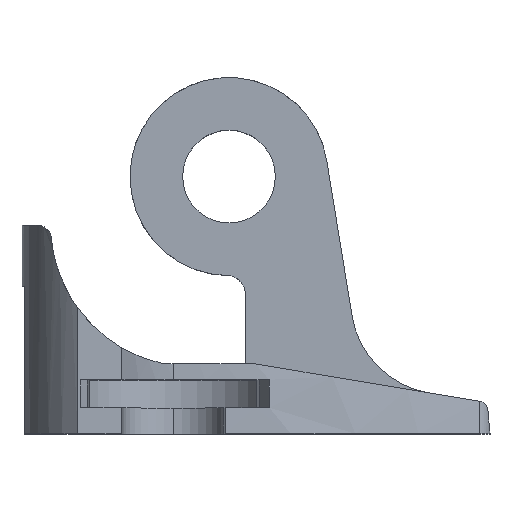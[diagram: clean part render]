
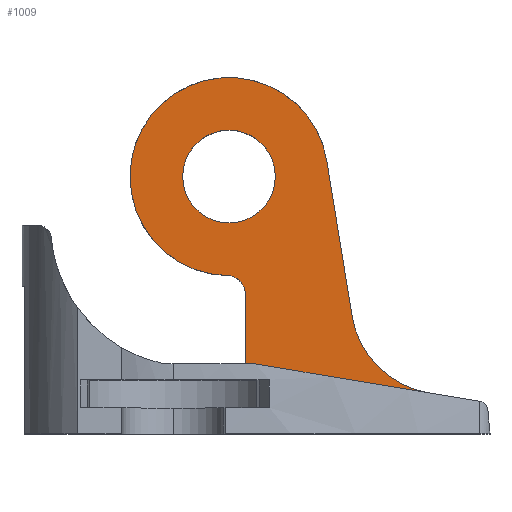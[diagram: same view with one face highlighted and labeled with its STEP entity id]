
A CAD part, top view. The second image highlights one B-rep face of the part: STEP entity #1009.
In plain terms, the highlighted planar face has unit normal (0, 0, 1).
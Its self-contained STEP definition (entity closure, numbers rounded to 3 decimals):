
#29 = DIRECTION ( 'NONE',  ( 1., 0., 0. ) ) ;
#93 = EDGE_CURVE ( 'NONE', #1155, #332, #1837, .T. ) ;
#98 = CIRCLE ( 'NONE', #1785, 2.575 ) ;
#99 = CARTESIAN_POINT ( 'NONE',  ( 3.1, 14.3, 2.25 ) ) ;
#125 = CIRCLE ( 'NONE', #1298, 5.5 ) ;
#149 = EDGE_CURVE ( 'NONE', #1926, #1618, #125, .T. ) ;
#164 = CARTESIAN_POINT ( 'NONE',  ( 4.326, 3.9, 2.25 ) ) ;
#171 = VERTEX_POINT ( 'NONE', #1551 ) ;
#175 = VECTOR ( 'NONE', #1717, 1000. ) ;
#185 = CARTESIAN_POINT ( 'NONE',  ( 3., 7.801, 2.25 ) ) ;
#194 = CARTESIAN_POINT ( 'NONE',  ( -0.55, 3.9, 2.25 ) ) ;
#199 = CIRCLE ( 'NONE', #338, 5.5 ) ;
#232 = CARTESIAN_POINT ( 'NONE',  ( 4., 0., 2.25 ) ) ;
#273 = CARTESIAN_POINT ( 'NONE',  ( 3.015, 8.801, 2.25 ) ) ;
#295 = VERTEX_POINT ( 'NONE', #1912 ) ;
#332 = VERTEX_POINT ( 'NONE', #1420 ) ;
#338 = AXIS2_PLACEMENT_3D ( 'NONE', #99, #1640, #1627 ) ;
#347 = CARTESIAN_POINT ( 'NONE',  ( 3.1, 14.3, 2.25 ) ) ;
#351 = AXIS2_PLACEMENT_3D ( 'NONE', #347, #2182, #1845 ) ;
#383 = CIRCLE ( 'NONE', #1060, 5.181 ) ;
#396 = VERTEX_POINT ( 'NONE', #2128 ) ;
#400 = DIRECTION ( 'NONE',  ( 0., 0., 1. ) ) ;
#413 = ORIENTED_EDGE ( 'NONE', *, *, #638, .F. ) ;
#429 = EDGE_CURVE ( 'NONE', #332, #1155, #98, .T. ) ;
#431 = CARTESIAN_POINT ( 'NONE',  ( 4.326, 2.4, 2.25 ) ) ;
#438 = VERTEX_POINT ( 'NONE', #273 ) ;
#456 = ORIENTED_EDGE ( 'NONE', *, *, #93, .F. ) ;
#478 = EDGE_CURVE ( 'NONE', #1187, #396, #1579, .T. ) ;
#624 = CARTESIAN_POINT ( 'NONE',  ( 4., 7.801, 2.25 ) ) ;
#638 = EDGE_CURVE ( 'NONE', #1926, #295, #1909, .T. ) ;
#682 = LINE ( 'NONE', #194, #175 ) ;
#685 = VECTOR ( 'NONE', #2006, 1000. ) ;
#715 = AXIS2_PLACEMENT_3D ( 'NONE', #185, #1012, #1362 ) ;
#727 = DIRECTION ( 'NONE',  ( 0., 0., 1. ) ) ;
#745 = DIRECTION ( 'NONE',  ( 0., -1., 0. ) ) ;
#794 = DIRECTION ( 'NONE',  ( 0., 0., 1. ) ) ;
#873 = CARTESIAN_POINT ( 'NONE',  ( 10.719, 1.747, 2.25 ) ) ;
#915 = CIRCLE ( 'NONE', #715, 1. ) ;
#960 = CARTESIAN_POINT ( 'NONE',  ( 5.675, 14.3, 2.25 ) ) ;
#966 = EDGE_CURVE ( 'NONE', #1150, #171, #2087, .T. ) ;
#975 = ORIENTED_EDGE ( 'NONE', *, *, #2153, .T. ) ;
#977 = ORIENTED_EDGE ( 'NONE', *, *, #1619, .F. ) ;
#992 = CARTESIAN_POINT ( 'NONE',  ( 3.1, 14.3, 2.25 ) ) ;
#1009 = ADVANCED_FACE ( 'NONE', ( #1831, #1862 ), #1263, .T. ) ;
#1012 = DIRECTION ( 'NONE',  ( 0., 0., -1. ) ) ;
#1032 = ORIENTED_EDGE ( 'NONE', *, *, #1322, .T. ) ;
#1060 = AXIS2_PLACEMENT_3D ( 'NONE', #1964, #794, #2149 ) ;
#1083 = EDGE_CURVE ( 'NONE', #1618, #438, #199, .T. ) ;
#1122 = DIRECTION ( 'NONE',  ( 1., 0., 0. ) ) ;
#1150 = VERTEX_POINT ( 'NONE', #624 ) ;
#1155 = VERTEX_POINT ( 'NONE', #960 ) ;
#1187 = VERTEX_POINT ( 'NONE', #164 ) ;
#1189 = DIRECTION ( 'NONE',  ( 0.987, -0.164, 0. ) ) ;
#1263 = PLANE ( 'NONE',  #1897 ) ;
#1298 = AXIS2_PLACEMENT_3D ( 'NONE', #992, #727, #29 ) ;
#1322 = EDGE_CURVE ( 'NONE', #171, #1187, #682, .T. ) ;
#1362 = DIRECTION ( 'NONE',  ( 1., 0., 0. ) ) ;
#1378 = VECTOR ( 'NONE', #1189, 1000. ) ;
#1419 = CARTESIAN_POINT ( 'NONE',  ( 0., 0., 2.25 ) ) ;
#1420 = CARTESIAN_POINT ( 'NONE',  ( 0.525, 14.3, 2.25 ) ) ;
#1474 = CARTESIAN_POINT ( 'NONE',  ( -2.4, 14.3, 2.25 ) ) ;
#1495 = ORIENTED_EDGE ( 'NONE', *, *, #429, .F. ) ;
#1498 = ORIENTED_EDGE ( 'NONE', *, *, #1779, .T. ) ;
#1538 = ORIENTED_EDGE ( 'NONE', *, *, #149, .T. ) ;
#1551 = CARTESIAN_POINT ( 'NONE',  ( 4., 3.9, 2.25 ) ) ;
#1558 = EDGE_LOOP ( 'NONE', ( #1538, #1589, #975, #1826, #1032, #2026, #1498, #977, #413 ) ) ;
#1579 = CIRCLE ( 'NONE', #1636, 1.5 ) ;
#1588 = DIRECTION ( 'NONE',  ( 1., 0., 0. ) ) ;
#1589 = ORIENTED_EDGE ( 'NONE', *, *, #1083, .T. ) ;
#1608 = DIRECTION ( 'NONE',  ( 0., 0., 1. ) ) ;
#1616 = DIRECTION ( 'NONE',  ( 0., 0., -1. ) ) ;
#1618 = VERTEX_POINT ( 'NONE', #1474 ) ;
#1619 = EDGE_CURVE ( 'NONE', #295, #2081, #383, .T. ) ;
#1622 = CARTESIAN_POINT ( 'NONE',  ( 3.1, 14.3, 2.25 ) ) ;
#1627 = DIRECTION ( 'NONE',  ( 1., 0., 0. ) ) ;
#1636 = AXIS2_PLACEMENT_3D ( 'NONE', #431, #1616, #1943 ) ;
#1640 = DIRECTION ( 'NONE',  ( 0., 0., 1. ) ) ;
#1683 = VECTOR ( 'NONE', #745, 1000. ) ;
#1717 = DIRECTION ( 'NONE',  ( 1., 0., 0. ) ) ;
#1773 = LINE ( 'NONE', #2159, #1378 ) ;
#1779 = EDGE_CURVE ( 'NONE', #396, #2081, #1773, .T. ) ;
#1785 = AXIS2_PLACEMENT_3D ( 'NONE', #1622, #1608, #1122 ) ;
#1799 = CARTESIAN_POINT ( 'NONE',  ( 14.2, 2.282, 2.25 ) ) ;
#1826 = ORIENTED_EDGE ( 'NONE', *, *, #966, .T. ) ;
#1831 = FACE_OUTER_BOUND ( 'NONE', #1558, .T. ) ;
#1837 = CIRCLE ( 'NONE', #351, 2.575 ) ;
#1845 = DIRECTION ( 'NONE',  ( 1., 0., 0. ) ) ;
#1862 = FACE_BOUND ( 'NONE', #2152, .T. ) ;
#1886 = CARTESIAN_POINT ( 'NONE',  ( 8.528, 15.185, 2.25 ) ) ;
#1897 = AXIS2_PLACEMENT_3D ( 'NONE', #1419, #400, #1588 ) ;
#1909 = LINE ( 'NONE', #873, #685 ) ;
#1912 = CARTESIAN_POINT ( 'NONE',  ( 9.934, 6.56, 2.25 ) ) ;
#1926 = VERTEX_POINT ( 'NONE', #1886 ) ;
#1943 = DIRECTION ( 'NONE',  ( 1., 0., 0. ) ) ;
#1964 = CARTESIAN_POINT ( 'NONE',  ( 15.048, 7.394, 2.25 ) ) ;
#2006 = DIRECTION ( 'NONE',  ( 0.161, -0.987, 0. ) ) ;
#2026 = ORIENTED_EDGE ( 'NONE', *, *, #478, .T. ) ;
#2081 = VERTEX_POINT ( 'NONE', #1799 ) ;
#2087 = LINE ( 'NONE', #232, #1683 ) ;
#2128 = CARTESIAN_POINT ( 'NONE',  ( 4.572, 3.88, 2.25 ) ) ;
#2149 = DIRECTION ( 'NONE',  ( 1., 0., 0. ) ) ;
#2152 = EDGE_LOOP ( 'NONE', ( #1495, #456 ) ) ;
#2153 = EDGE_CURVE ( 'NONE', #438, #1150, #915, .T. ) ;
#2159 = CARTESIAN_POINT ( 'NONE',  ( 4.572, 3.88, 2.25 ) ) ;
#2182 = DIRECTION ( 'NONE',  ( 0., 0., 1. ) ) ;
